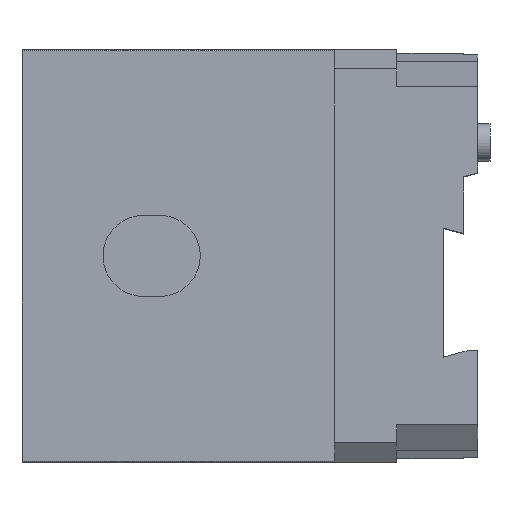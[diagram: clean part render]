
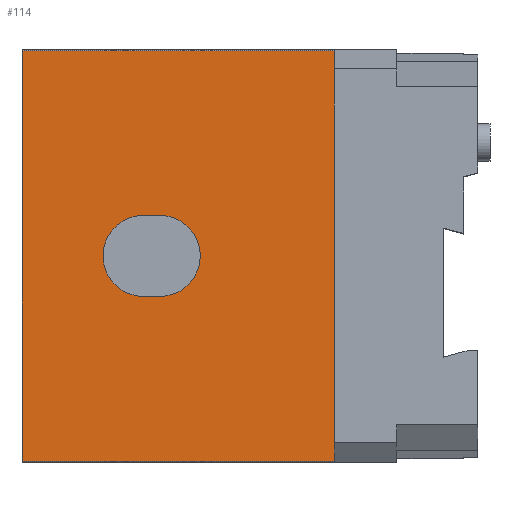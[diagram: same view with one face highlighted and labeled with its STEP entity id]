
A CAD part, top view. The second image highlights one B-rep face of the part: STEP entity #114.
In plain terms, the highlighted planar face has unit normal (0, 0, 1).
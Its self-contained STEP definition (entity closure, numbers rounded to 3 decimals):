
#39=FACE_BOUND('',#256,.T.);
#40=FACE_BOUND('',#257,.T.);
#64=CIRCLE('',#1073,10.);
#65=CIRCLE('',#1076,10.);
#114=ADVANCED_FACE('',(#39,#40),#157,.F.);
#157=PLANE('',#1087);
#256=EDGE_LOOP('',(#515,#516,#517,#518));
#257=EDGE_LOOP('',(#519,#520,#521,#522));
#515=ORIENTED_EDGE('',*,*,#753,.F.);
#516=ORIENTED_EDGE('',*,*,#734,.T.);
#517=ORIENTED_EDGE('',*,*,#751,.F.);
#518=ORIENTED_EDGE('',*,*,#739,.T.);
#519=ORIENTED_EDGE('',*,*,#732,.T.);
#520=ORIENTED_EDGE('',*,*,#730,.T.);
#521=ORIENTED_EDGE('',*,*,#728,.T.);
#522=ORIENTED_EDGE('',*,*,#725,.T.);
#603=VERTEX_POINT('',#1574);
#604=VERTEX_POINT('',#1575);
#605=VERTEX_POINT('',#1580);
#606=VERTEX_POINT('',#1584);
#607=VERTEX_POINT('',#1590);
#608=VERTEX_POINT('',#1592);
#611=VERTEX_POINT('',#1602);
#612=VERTEX_POINT('',#1603);
#725=EDGE_CURVE('',#603,#604,#64,.T.);
#728=EDGE_CURVE('',#605,#603,#846,.T.);
#730=EDGE_CURVE('',#606,#605,#65,.T.);
#732=EDGE_CURVE('',#604,#606,#849,.T.);
#734=EDGE_CURVE('',#608,#607,#851,.T.);
#739=EDGE_CURVE('',#611,#612,#856,.T.);
#751=EDGE_CURVE('',#611,#607,#868,.T.);
#753=EDGE_CURVE('',#608,#612,#870,.T.);
#846=LINE('',#1579,#963);
#849=LINE('',#1587,#966);
#851=LINE('',#1591,#968);
#856=LINE('',#1601,#973);
#868=LINE('',#1625,#985);
#870=LINE('',#1628,#987);
#963=VECTOR('',#1297,1.);
#966=VECTOR('',#1306,1.);
#968=VECTOR('',#1310,1.);
#973=VECTOR('',#1319,1.);
#985=VECTOR('',#1339,1.);
#987=VECTOR('',#1343,1.);
#1073=AXIS2_PLACEMENT_3D('',#1573,#1291,#1292);
#1076=AXIS2_PLACEMENT_3D('',#1583,#1301,#1302);
#1087=AXIS2_PLACEMENT_3D('',#1630,#1346,#1347);
#1291=DIRECTION('',(0.,0.,-1.));
#1292=DIRECTION('',(1.,0.,0.));
#1297=DIRECTION('',(-1.,0.,0.));
#1301=DIRECTION('',(0.,0.,-1.));
#1302=DIRECTION('',(-1.,0.,0.));
#1306=DIRECTION('',(1.,0.,0.));
#1310=DIRECTION('',(0.,1.,0.));
#1319=DIRECTION('',(0.,-1.,0.));
#1339=DIRECTION('',(1.,0.,0.));
#1343=DIRECTION('',(-1.,0.,0.));
#1346=DIRECTION('',(0.,0.,-1.));
#1347=DIRECTION('',(1.,0.,0.));
#1573=CARTESIAN_POINT('',(-47.,0.,0.));
#1574=CARTESIAN_POINT('',(-47.,-10.,0.));
#1575=CARTESIAN_POINT('',(-47.,10.,0.));
#1579=CARTESIAN_POINT('',(-43.,-10.,0.));
#1580=CARTESIAN_POINT('',(-43.,-10.,0.));
#1583=CARTESIAN_POINT('',(-43.,0.,0.));
#1584=CARTESIAN_POINT('',(-43.,10.,0.));
#1587=CARTESIAN_POINT('',(-47.,10.,0.));
#1590=CARTESIAN_POINT('',(0.,50.675,0.));
#1591=CARTESIAN_POINT('',(0.,-127.627,0.));
#1592=CARTESIAN_POINT('',(0.,-50.675,0.));
#1601=CARTESIAN_POINT('',(-77.,0.,0.));
#1602=CARTESIAN_POINT('',(-77.,50.675,0.));
#1603=CARTESIAN_POINT('',(-77.,-50.675,0.));
#1625=CARTESIAN_POINT('',(-77.,50.675,0.));
#1628=CARTESIAN_POINT('',(-77.,-50.675,0.));
#1630=CARTESIAN_POINT('',(-63.5,-127.627,0.));
